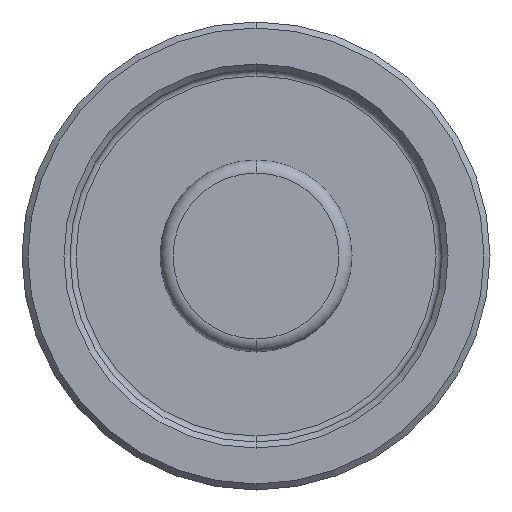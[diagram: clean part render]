
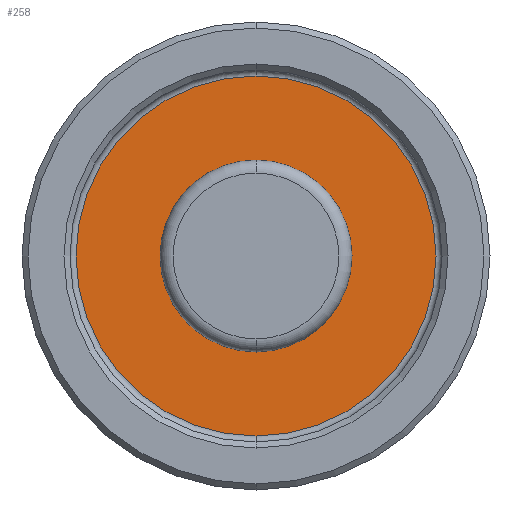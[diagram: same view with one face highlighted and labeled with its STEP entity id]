
A CAD part, front view. The second image highlights one B-rep face of the part: STEP entity #258.
In plain terms, the highlighted planar face has unit normal (0, -1, 0).
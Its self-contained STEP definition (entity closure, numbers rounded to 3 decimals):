
#2 = FACE_BOUND ( 'NONE', #888, .T. ) ;
#23 = CARTESIAN_POINT ( 'NONE',  ( 0., 5., 8. ) ) ;
#35 = DIRECTION ( 'NONE',  ( 0., 0., -1. ) ) ;
#67 = DIRECTION ( 'NONE',  ( 0., 0., -1. ) ) ;
#87 = CIRCLE ( 'NONE', #445, 15. ) ;
#96 = CARTESIAN_POINT ( 'NONE',  ( 0., 5., 15. ) ) ;
#98 = CIRCLE ( 'NONE', #922, 8. ) ;
#101 = EDGE_CURVE ( 'NONE', #548, #453, #580, .T. ) ;
#173 = PLANE ( 'NONE',  #261 ) ;
#175 = AXIS2_PLACEMENT_3D ( 'NONE', #809, #371, #881 ) ;
#180 = FACE_OUTER_BOUND ( 'NONE', #860, .T. ) ;
#204 = AXIS2_PLACEMENT_3D ( 'NONE', #285, #791, #357 ) ;
#237 = ORIENTED_EDGE ( 'NONE', *, *, #918, .T. ) ;
#248 = CARTESIAN_POINT ( 'NONE',  ( -15.5, 5., 0. ) ) ;
#258 = ADVANCED_FACE ( 'NONE', ( #180, #2 ), #173, .T. ) ;
#261 = AXIS2_PLACEMENT_3D ( 'NONE', #248, #392, #901 ) ;
#285 = CARTESIAN_POINT ( 'NONE',  ( 0., 5., 0. ) ) ;
#330 = CARTESIAN_POINT ( 'NONE',  ( 0., 5., -15. ) ) ;
#357 = DIRECTION ( 'NONE',  ( 0., 0., -1. ) ) ;
#371 = DIRECTION ( 'NONE',  ( 0., 1., 0. ) ) ;
#392 = DIRECTION ( 'NONE',  ( 0., -1., 0. ) ) ;
#445 = AXIS2_PLACEMENT_3D ( 'NONE', #935, #503, #67 ) ;
#453 = VERTEX_POINT ( 'NONE', #487 ) ;
#468 = DIRECTION ( 'NONE',  ( 0., 1., 0. ) ) ;
#487 = CARTESIAN_POINT ( 'NONE',  ( 0., 5., -8. ) ) ;
#503 = DIRECTION ( 'NONE',  ( 0., -1., 0. ) ) ;
#548 = VERTEX_POINT ( 'NONE', #23 ) ;
#568 = VERTEX_POINT ( 'NONE', #96 ) ;
#580 = CIRCLE ( 'NONE', #175, 8. ) ;
#626 = EDGE_CURVE ( 'NONE', #453, #548, #98, .T. ) ;
#659 = VERTEX_POINT ( 'NONE', #330 ) ;
#670 = ORIENTED_EDGE ( 'NONE', *, *, #898, .T. ) ;
#671 = ORIENTED_EDGE ( 'NONE', *, *, #626, .T. ) ;
#690 = CIRCLE ( 'NONE', #204, 15. ) ;
#738 = ORIENTED_EDGE ( 'NONE', *, *, #101, .T. ) ;
#791 = DIRECTION ( 'NONE',  ( 0., -1., 0. ) ) ;
#809 = CARTESIAN_POINT ( 'NONE',  ( 0., 5., 0. ) ) ;
#860 = EDGE_LOOP ( 'NONE', ( #670, #237 ) ) ;
#881 = DIRECTION ( 'NONE',  ( 0., 0., -1. ) ) ;
#888 = EDGE_LOOP ( 'NONE', ( #671, #738 ) ) ;
#898 = EDGE_CURVE ( 'NONE', #659, #568, #690, .T. ) ;
#901 = DIRECTION ( 'NONE',  ( 0., 0., -1. ) ) ;
#906 = CARTESIAN_POINT ( 'NONE',  ( 0., 5., 0. ) ) ;
#918 = EDGE_CURVE ( 'NONE', #568, #659, #87, .T. ) ;
#922 = AXIS2_PLACEMENT_3D ( 'NONE', #906, #468, #35 ) ;
#935 = CARTESIAN_POINT ( 'NONE',  ( 0., 5., 0. ) ) ;
